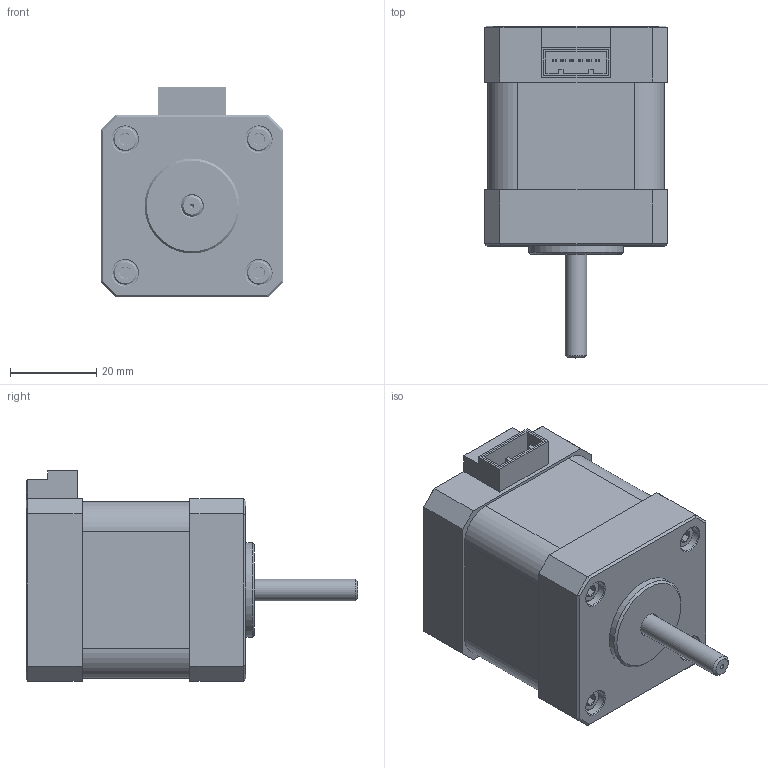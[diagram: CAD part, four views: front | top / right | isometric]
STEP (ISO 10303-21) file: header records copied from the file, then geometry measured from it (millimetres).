
FILE_DESCRIPTION(/* description */ (''),/* implementation_level */ '2;1');
FILE_NAME(/* name */ 'Nema 17.step',/* time_stamp */ '2025-11-30T15:53:36+01:00',/* author */ (''),/* organization */ (''),/* preprocessor_version */ 'ST-DEVELOPER v20.1',/* originating_system */ 'Autodesk Translation Framework v14.21.0.0',/* authorisation */ '');
FILE_SCHEMA (('AUTOMOTIVE_DESIGN { 1 0 10303 214 3 1 1 }'));
Products named in the file (18): Nema 17; arbre 75x5; roulement 5x10x5; rondelle ressort v1; 9714K97_Wave Disc Spring; palier AR; Externe1; corp stator; roulement 5x10x5_1; 6153K113_Stainless Steel Ball Bearing; palier; connecteur; pin; vis THC M3x40; vis THC M3x40_1; vis THC M3x40_2; vis THC M3x40_3; 92290A128_Super-Corrosion-Resistant 316 Stainless Steel Socket Head S
crew
Assembly tree (26 placements, depth 3):
  Nema 17
    arbre 75x5
    roulement 5x10x5
      6153K113_Stainless Steel Ball Bearing
    rondelle ressort v1
      9714K97_Wave Disc Spring
    palier AR
      Externe1
    corp stator
    roulement 5x10x5_1
      6153K113_Stainless Steel Ball Bearing
    palier
    connecteur
    pin  x6
    vis THC M3x40
      92290A128_Super-Corrosion-Resistant 316 Stainless Steel Socket Head S
crew
    vis THC M3x40_1
      92290A128_Super-Corrosion-Resistant 316 Stainless Steel Socket Head S
crew
    vis THC M3x40_2
      92290A128_Super-Corrosion-Resistant 316 Stainless Steel Socket Head S
crew
    vis THC M3x40_3
      92290A128_Super-Corrosion-Resistant 316 Stainless Steel Socket Head S
crew
Bounding box: 42.3 x 77 x 48.8 mm (x, y, z)
Volume: 66354 mm3; surface area: 43684.2 mm2
Topology: 41 solids, 41 shells, 1282 faces, 3580 edges, 2356 vertices
Faces by surface type: cylinder 654, plane 518, cone 62, bspline 24, sphere 20, torus 4
Full cylindrical faces by diameter (mm): 2.35 x140, 2.529 x48, 3 x144, 3.086 x20, 3.1 x4, 4 x4, 5 x4, 5.5 x6, 6 x4, 6.5 x1, 9.533 x4, 11.467 x4, 16 x3, 16.01 x1, 17.01 x1, 22 x1, 30 x1
Entity records: 49538 total; most frequent: CARTESIAN_POINT 26043, ORIENTED_EDGE 5202, DIRECTION 4204, EDGE_CURVE 2601, VERTEX_POINT 1733, LINE 1650, VECTOR 1650, AXIS2_PLACEMENT_3D 1277
